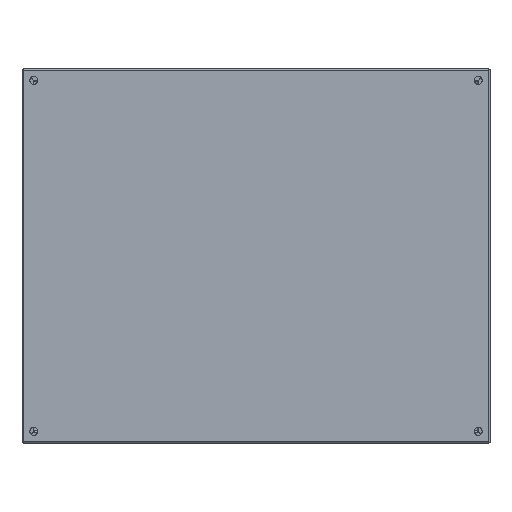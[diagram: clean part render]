
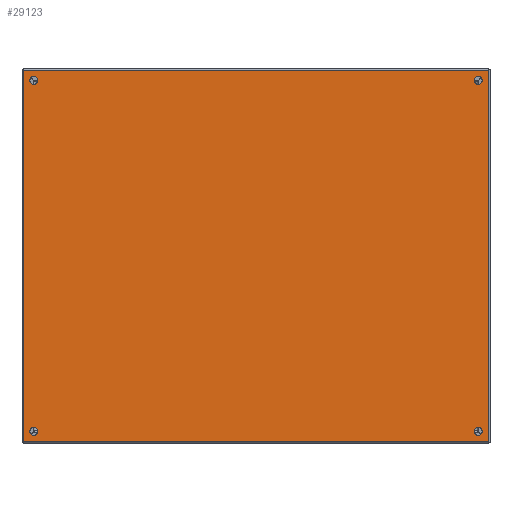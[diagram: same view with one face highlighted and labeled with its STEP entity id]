
A CAD part, top view. The second image highlights one B-rep face of the part: STEP entity #29123.
In plain terms, the highlighted face is planar.
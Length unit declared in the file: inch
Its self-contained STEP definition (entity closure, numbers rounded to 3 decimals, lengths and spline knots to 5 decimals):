
#2107 = CARTESIAN_POINT ( 'NONE',  ( 0., 29.928, 11.892 ) ) ;
#2567 = CIRCLE ( 'NONE', #52830, 0.25 ) ;
#3193 = DIRECTION ( 'NONE',  ( 1., 0., 0. ) ) ;
#4032 = EDGE_CURVE ( 'NONE', #19658, #29885, #52075, .T. ) ;
#4607 = CARTESIAN_POINT ( 'NONE',  ( 0., 29.5, 11.25 ) ) ;
#4757 = CIRCLE ( 'NONE', #57490, 0.25 ) ;
#5784 = VERTEX_POINT ( 'NONE', #46029 ) ;
#6019 = DIRECTION ( 'NONE',  ( 0., -1., 0. ) ) ;
#6095 = LINE ( 'NONE', #63337, #37374 ) ;
#6431 = CARTESIAN_POINT ( 'NONE',  ( 0., 0.75, -11.25 ) ) ;
#6792 = FACE_OUTER_BOUND ( 'NONE', #54328, .T. ) ;
#7153 = FACE_BOUND ( 'NONE', #32388, .T. ) ;
#7261 = DIRECTION ( 'NONE',  ( 1., 0., 0. ) ) ;
#7779 = EDGE_CURVE ( 'NONE', #16866, #38310, #6095, .T. ) ;
#9767 = CARTESIAN_POINT ( 'NONE',  ( 0., 29.25, -11.25 ) ) ;
#10473 = CARTESIAN_POINT ( 'NONE',  ( 0., 29., -11.25 ) ) ;
#11400 = DIRECTION ( 'NONE',  ( 0., -1., 0. ) ) ;
#12535 = ORIENTED_EDGE ( 'NONE', *, *, #4032, .T. ) ;
#13026 = AXIS2_PLACEMENT_3D ( 'NONE', #24007, #29361, #47443 ) ;
#13700 = DIRECTION ( 'NONE',  ( 1., 0., 0. ) ) ;
#13746 = VECTOR ( 'NONE', #23335, 39.37008 ) ;
#13940 = EDGE_CURVE ( 'NONE', #51694, #38310, #70817, .T. ) ;
#14577 = DIRECTION ( 'NONE',  ( 0., -1., 0. ) ) ;
#14920 = EDGE_CURVE ( 'NONE', #16866, #36210, #66442, .T. ) ;
#16866 = VERTEX_POINT ( 'NONE', #73421 ) ;
#16985 = ORIENTED_EDGE ( 'NONE', *, *, #7779, .F. ) ;
#17715 = AXIS2_PLACEMENT_3D ( 'NONE', #9767, #68908, #75097 ) ;
#18831 = VECTOR ( 'NONE', #29243, 39.37008 ) ;
#18854 = DIRECTION ( 'NONE',  ( 0., 0., 1. ) ) ;
#19658 = VERTEX_POINT ( 'NONE', #46547 ) ;
#19944 = CIRCLE ( 'NONE', #67802, 0.25 ) ;
#20452 = AXIS2_PLACEMENT_3D ( 'NONE', #72107, #13700, #72463 ) ;
#20758 = AXIS2_PLACEMENT_3D ( 'NONE', #49114, #7261, #14577 ) ;
#22219 = VERTEX_POINT ( 'NONE', #61344 ) ;
#23335 = DIRECTION ( 'NONE',  ( 0., -1., 0. ) ) ;
#24007 = CARTESIAN_POINT ( 'NONE',  ( 0., 0.75, -11.25 ) ) ;
#24425 = FACE_BOUND ( 'NONE', #40364, .T. ) ;
#25063 = DIRECTION ( 'NONE',  ( 0., -1., 0. ) ) ;
#27792 = CARTESIAN_POINT ( 'NONE',  ( 0., 29.5, -11.25 ) ) ;
#28618 = CARTESIAN_POINT ( 'NONE',  ( 0., 0.75, 11.25 ) ) ;
#28822 = VECTOR ( 'NONE', #18854, 39.37008 ) ;
#29123 = ADVANCED_FACE ( 'NONE', ( #6792, #65534, #24425, #7153, #47854 ), #60133, .F. ) ;
#29243 = DIRECTION ( 'NONE',  ( 0., 0., -1. ) ) ;
#29361 = DIRECTION ( 'NONE',  ( 1., 0., 0. ) ) ;
#29471 = DIRECTION ( 'NONE',  ( 0., 1., 0. ) ) ;
#29885 = VERTEX_POINT ( 'NONE', #4607 ) ;
#30073 = EDGE_CURVE ( 'NONE', #5784, #57290, #4757, .T. ) ;
#30984 = ORIENTED_EDGE ( 'NONE', *, *, #48697, .T. ) ;
#31968 = CARTESIAN_POINT ( 'NONE',  ( 0., 0.75, 11.25 ) ) ;
#32014 = EDGE_LOOP ( 'NONE', ( #12535, #30984 ) ) ;
#32388 = EDGE_LOOP ( 'NONE', ( #52441, #41337 ) ) ;
#32836 = CARTESIAN_POINT ( 'NONE',  ( 0., 29.25, 11.25 ) ) ;
#33348 = EDGE_CURVE ( 'NONE', #57290, #5784, #19944, .T. ) ;
#33376 = ORIENTED_EDGE ( 'NONE', *, *, #14920, .T. ) ;
#35351 = VERTEX_POINT ( 'NONE', #10473 ) ;
#36210 = VERTEX_POINT ( 'NONE', #62616 ) ;
#36325 = CARTESIAN_POINT ( 'NONE',  ( 0., 0.072, 11.892 ) ) ;
#37114 = CARTESIAN_POINT ( 'NONE',  ( 0., 1., 11.25 ) ) ;
#37282 = AXIS2_PLACEMENT_3D ( 'NONE', #32836, #61302, #37433 ) ;
#37374 = VECTOR ( 'NONE', #29471, 39.37008 ) ;
#37433 = DIRECTION ( 'NONE',  ( 0., -1., 0. ) ) ;
#38310 = VERTEX_POINT ( 'NONE', #57571 ) ;
#38645 = EDGE_CURVE ( 'NONE', #35351, #72586, #2567, .T. ) ;
#40364 = EDGE_LOOP ( 'NONE', ( #41533, #41343 ) ) ;
#41337 = ORIENTED_EDGE ( 'NONE', *, *, #33348, .T. ) ;
#41343 = ORIENTED_EDGE ( 'NONE', *, *, #58046, .T. ) ;
#41533 = ORIENTED_EDGE ( 'NONE', *, *, #38645, .T. ) ;
#44827 = ORIENTED_EDGE ( 'NONE', *, *, #64383, .T. ) ;
#45771 = AXIS2_PLACEMENT_3D ( 'NONE', #6431, #58307, #71011 ) ;
#46029 = CARTESIAN_POINT ( 'NONE',  ( 0., 0.5, 11.25 ) ) ;
#46066 = CIRCLE ( 'NONE', #13026, 0.25 ) ;
#46547 = CARTESIAN_POINT ( 'NONE',  ( 0., 29., 11.25 ) ) ;
#47443 = DIRECTION ( 'NONE',  ( 0., -1., 0. ) ) ;
#47522 = EDGE_LOOP ( 'NONE', ( #44827, #63117 ) ) ;
#47854 = FACE_BOUND ( 'NONE', #32014, .T. ) ;
#48697 = EDGE_CURVE ( 'NONE', #29885, #19658, #53885, .T. ) ;
#49114 = CARTESIAN_POINT ( 'NONE',  ( 0., 29.25, 11.25 ) ) ;
#50830 = EDGE_CURVE ( 'NONE', #51694, #36210, #59059, .T. ) ;
#51694 = VERTEX_POINT ( 'NONE', #2107 ) ;
#52075 = CIRCLE ( 'NONE', #37282, 0.25 ) ;
#52441 = ORIENTED_EDGE ( 'NONE', *, *, #30073, .T. ) ;
#52830 = AXIS2_PLACEMENT_3D ( 'NONE', #65134, #65522, #6019 ) ;
#53885 = CIRCLE ( 'NONE', #20758, 0.25 ) ;
#54328 = EDGE_LOOP ( 'NONE', ( #62411, #72356, #16985, #33376 ) ) ;
#55547 = CARTESIAN_POINT ( 'NONE',  ( 0., 1., -11.25 ) ) ;
#56912 = CIRCLE ( 'NONE', #17715, 0.25 ) ;
#57290 = VERTEX_POINT ( 'NONE', #37114 ) ;
#57490 = AXIS2_PLACEMENT_3D ( 'NONE', #28618, #75212, #11400 ) ;
#57558 = EDGE_CURVE ( 'NONE', #64245, #22219, #66653, .T. ) ;
#57571 = CARTESIAN_POINT ( 'NONE',  ( 0., 29.928, -11.892 ) ) ;
#58046 = EDGE_CURVE ( 'NONE', #72586, #35351, #56912, .T. ) ;
#58307 = DIRECTION ( 'NONE',  ( 1., 0., 0. ) ) ;
#59059 = LINE ( 'NONE', #36325, #13746 ) ;
#60133 = PLANE ( 'NONE',  #20452 ) ;
#61302 = DIRECTION ( 'NONE',  ( 1., 0., 0. ) ) ;
#61344 = CARTESIAN_POINT ( 'NONE',  ( 0., 0.5, -11.25 ) ) ;
#62411 = ORIENTED_EDGE ( 'NONE', *, *, #50830, .F. ) ;
#62616 = CARTESIAN_POINT ( 'NONE',  ( 0., 0.072, 11.892 ) ) ;
#63117 = ORIENTED_EDGE ( 'NONE', *, *, #57558, .T. ) ;
#63337 = CARTESIAN_POINT ( 'NONE',  ( 0., 29.928, -11.892 ) ) ;
#64227 = CARTESIAN_POINT ( 'NONE',  ( 0., 29.928, -11.928 ) ) ;
#64245 = VERTEX_POINT ( 'NONE', #55547 ) ;
#64383 = EDGE_CURVE ( 'NONE', #22219, #64245, #46066, .T. ) ;
#65134 = CARTESIAN_POINT ( 'NONE',  ( 0., 29.25, -11.25 ) ) ;
#65522 = DIRECTION ( 'NONE',  ( 1., 0., 0. ) ) ;
#65534 = FACE_BOUND ( 'NONE', #47522, .T. ) ;
#65694 = CARTESIAN_POINT ( 'NONE',  ( 0., 0.072, 11.928 ) ) ;
#66442 = LINE ( 'NONE', #65694, #28822 ) ;
#66653 = CIRCLE ( 'NONE', #45771, 0.25 ) ;
#67802 = AXIS2_PLACEMENT_3D ( 'NONE', #31968, #3193, #25063 ) ;
#68908 = DIRECTION ( 'NONE',  ( 1., 0., 0. ) ) ;
#70817 = LINE ( 'NONE', #64227, #18831 ) ;
#71011 = DIRECTION ( 'NONE',  ( 0., -1., 0. ) ) ;
#72107 = CARTESIAN_POINT ( 'NONE',  ( 0., 0.072, 11.928 ) ) ;
#72356 = ORIENTED_EDGE ( 'NONE', *, *, #13940, .T. ) ;
#72463 = DIRECTION ( 'NONE',  ( 0., -1., 0. ) ) ;
#72586 = VERTEX_POINT ( 'NONE', #27792 ) ;
#73421 = CARTESIAN_POINT ( 'NONE',  ( 0., 0.072, -11.892 ) ) ;
#75097 = DIRECTION ( 'NONE',  ( 0., -1., 0. ) ) ;
#75212 = DIRECTION ( 'NONE',  ( 1., 0., 0. ) ) ;
